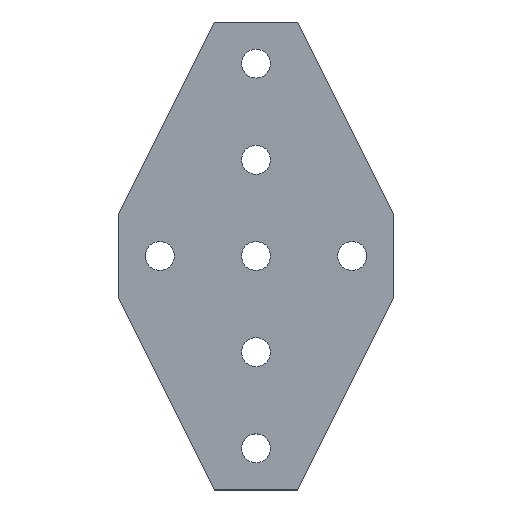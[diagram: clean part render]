
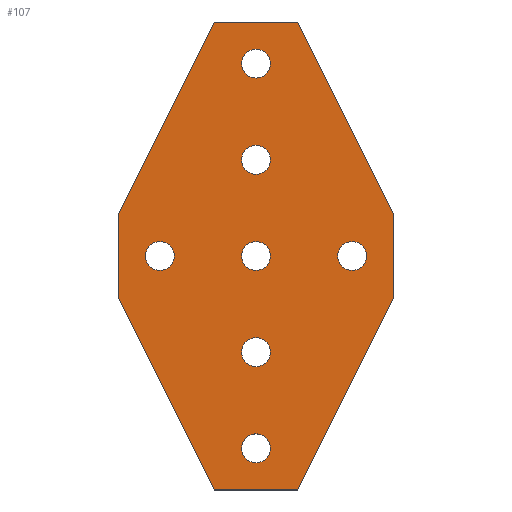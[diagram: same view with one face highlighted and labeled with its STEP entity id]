
A CAD part, top view. The second image highlights one B-rep face of the part: STEP entity #107.
In plain terms, the highlighted planar face has unit normal (0, 0, 1).
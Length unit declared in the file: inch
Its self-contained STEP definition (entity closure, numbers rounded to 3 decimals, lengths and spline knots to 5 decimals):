
#107=ADVANCED_FACE('',(#216,#217,#218,#219,#220,#221,#222,#223),#224,.T.);
#216=FACE_BOUND('',#337,.T.);
#217=FACE_BOUND('',#338,.T.);
#218=FACE_BOUND('',#339,.T.);
#219=FACE_BOUND('',#340,.T.);
#220=FACE_BOUND('',#341,.T.);
#221=FACE_BOUND('',#342,.T.);
#222=FACE_BOUND('',#343,.T.);
#223=FACE_OUTER_BOUND('',#344,.T.);
#224=PLANE('',#345);
#337=EDGE_LOOP('',(#554,#555));
#338=EDGE_LOOP('',(#556,#557));
#339=EDGE_LOOP('',(#558,#559));
#340=EDGE_LOOP('',(#560,#561));
#341=EDGE_LOOP('',(#562,#563));
#342=EDGE_LOOP('',(#564,#565));
#343=EDGE_LOOP('',(#566,#567));
#344=EDGE_LOOP('',(#568,#569,#570,#571,#572,#573,#574,#575));
#345=AXIS2_PLACEMENT_3D('',#576,#577,#578);
#554=ORIENTED_EDGE('',*,*,#715,.F.);
#555=ORIENTED_EDGE('',*,*,#698,.F.);
#556=ORIENTED_EDGE('',*,*,#716,.F.);
#557=ORIENTED_EDGE('',*,*,#638,.F.);
#558=ORIENTED_EDGE('',*,*,#646,.F.);
#559=ORIENTED_EDGE('',*,*,#706,.F.);
#560=ORIENTED_EDGE('',*,*,#651,.F.);
#561=ORIENTED_EDGE('',*,*,#717,.F.);
#562=ORIENTED_EDGE('',*,*,#713,.F.);
#563=ORIENTED_EDGE('',*,*,#673,.F.);
#564=ORIENTED_EDGE('',*,*,#661,.F.);
#565=ORIENTED_EDGE('',*,*,#718,.F.);
#566=ORIENTED_EDGE('',*,*,#656,.F.);
#567=ORIENTED_EDGE('',*,*,#694,.F.);
#568=ORIENTED_EDGE('',*,*,#719,.F.);
#569=ORIENTED_EDGE('',*,*,#690,.F.);
#570=ORIENTED_EDGE('',*,*,#710,.F.);
#571=ORIENTED_EDGE('',*,*,#700,.F.);
#572=ORIENTED_EDGE('',*,*,#704,.F.);
#573=ORIENTED_EDGE('',*,*,#665,.F.);
#574=ORIENTED_EDGE('',*,*,#708,.F.);
#575=ORIENTED_EDGE('',*,*,#640,.F.);
#576=CARTESIAN_POINT('',(0.,0.,0.25));
#577=DIRECTION('',(0.0,0.0,1.0));
#578=DIRECTION('',(1.0,0.0,0.0));
#638=EDGE_CURVE('',#731,#727,#733,.T.);
#640=EDGE_CURVE('',#735,#736,#737,.T.);
#646=EDGE_CURVE('',#745,#747,#748,.T.);
#651=EDGE_CURVE('',#754,#756,#757,.T.);
#656=EDGE_CURVE('',#763,#765,#766,.T.);
#661=EDGE_CURVE('',#772,#774,#775,.T.);
#665=EDGE_CURVE('',#780,#781,#782,.T.);
#673=EDGE_CURVE('',#794,#790,#796,.T.);
#690=EDGE_CURVE('',#819,#820,#821,.T.);
#694=EDGE_CURVE('',#765,#763,#825,.T.);
#698=EDGE_CURVE('',#829,#827,#831,.T.);
#700=EDGE_CURVE('',#833,#834,#835,.T.);
#704=EDGE_CURVE('',#781,#833,#839,.T.);
#706=EDGE_CURVE('',#747,#745,#841,.T.);
#708=EDGE_CURVE('',#736,#780,#843,.T.);
#710=EDGE_CURVE('',#834,#819,#845,.T.);
#713=EDGE_CURVE('',#790,#794,#848,.T.);
#715=EDGE_CURVE('',#827,#829,#850,.T.);
#716=EDGE_CURVE('',#727,#731,#851,.T.);
#717=EDGE_CURVE('',#756,#754,#852,.T.);
#718=EDGE_CURVE('',#774,#772,#853,.T.);
#719=EDGE_CURVE('',#820,#735,#854,.T.);
#727=VERTEX_POINT('',#862);
#731=VERTEX_POINT('',#867);
#733=CIRCLE('',#870,0.28125);
#735=VERTEX_POINT('',#872);
#736=VERTEX_POINT('',#873);
#737=LINE('',#874,#875);
#745=VERTEX_POINT('',#886);
#747=VERTEX_POINT('',#889);
#748=CIRCLE('',#890,0.28125);
#754=VERTEX_POINT('',#897);
#756=VERTEX_POINT('',#900);
#757=CIRCLE('',#901,0.28125);
#763=VERTEX_POINT('',#908);
#765=VERTEX_POINT('',#911);
#766=CIRCLE('',#912,0.28125);
#772=VERTEX_POINT('',#919);
#774=VERTEX_POINT('',#922);
#775=CIRCLE('',#923,0.28125);
#780=VERTEX_POINT('',#929);
#781=VERTEX_POINT('',#930);
#782=LINE('',#931,#932);
#790=VERTEX_POINT('',#943);
#794=VERTEX_POINT('',#948);
#796=CIRCLE('',#951,0.28125);
#819=VERTEX_POINT('',#980);
#820=VERTEX_POINT('',#981);
#821=LINE('',#982,#983);
#825=CIRCLE('',#989,0.28125);
#827=VERTEX_POINT('',#991);
#829=VERTEX_POINT('',#994);
#831=CIRCLE('',#997,0.28125);
#833=VERTEX_POINT('',#999);
#834=VERTEX_POINT('',#1000);
#835=LINE('',#1001,#1002);
#839=LINE('',#1008,#1009);
#841=CIRCLE('',#1011,0.28125);
#843=LINE('',#1013,#1014);
#845=LINE('',#1016,#1017);
#848=CIRCLE('',#1020,0.28125);
#850=CIRCLE('',#1022,0.28125);
#851=CIRCLE('',#1023,0.28125);
#852=CIRCLE('',#1024,0.28125);
#853=CIRCLE('',#1025,0.28125);
#854=LINE('',#1026,#1027);
#862=CARTESIAN_POINT('',(0.28125,3.75,0.25));
#867=CARTESIAN_POINT('',(-0.28125,3.75,0.25));
#870=AXIS2_PLACEMENT_3D('',#1038,#1039,#1040);
#872=CARTESIAN_POINT('',(2.6875,0.8125,0.25));
#873=CARTESIAN_POINT('',(2.6875,-0.8125,0.25));
#874=CARTESIAN_POINT('',(2.6875,0.8125,0.25));
#875=VECTOR('',#1041,1.0);
#886=CARTESIAN_POINT('',(0.28125,1.875,0.25));
#889=CARTESIAN_POINT('',(-0.28125,1.875,0.25));
#890=AXIS2_PLACEMENT_3D('',#1046,#1047,#1048);
#897=CARTESIAN_POINT('',(0.28125,0.0,0.25));
#900=CARTESIAN_POINT('',(-0.28125,0.,0.25));
#901=AXIS2_PLACEMENT_3D('',#1054,#1055,#1056);
#908=CARTESIAN_POINT('',(-1.59375,0.0,0.25));
#911=CARTESIAN_POINT('',(-2.15625,0.,0.25));
#912=AXIS2_PLACEMENT_3D('',#1062,#1063,#1064);
#919=CARTESIAN_POINT('',(0.28125,-3.75,0.25));
#922=CARTESIAN_POINT('',(-0.28125,-3.75,0.25));
#923=AXIS2_PLACEMENT_3D('',#1070,#1071,#1072);
#929=CARTESIAN_POINT('',(0.8125,-4.5625,0.25));
#930=CARTESIAN_POINT('',(-0.8125,-4.5625,0.25));
#931=CARTESIAN_POINT('',(0.8125,-4.5625,0.25));
#932=VECTOR('',#1077,1.0);
#943=CARTESIAN_POINT('',(0.28125,-1.875,0.25));
#948=CARTESIAN_POINT('',(-0.28125,-1.875,0.25));
#951=AXIS2_PLACEMENT_3D('',#1086,#1087,#1088);
#980=CARTESIAN_POINT('',(-0.8125,4.5625,0.25));
#981=CARTESIAN_POINT('',(0.8125,4.5625,0.25));
#982=CARTESIAN_POINT('',(-0.8125,4.5625,0.25));
#983=VECTOR('',#1119,1.0);
#989=AXIS2_PLACEMENT_3D('',#1122,#1123,#1124);
#991=CARTESIAN_POINT('',(2.15625,0.0,0.25));
#994=CARTESIAN_POINT('',(1.59375,0.,0.25));
#997=AXIS2_PLACEMENT_3D('',#1127,#1128,#1129);
#999=CARTESIAN_POINT('',(-2.6875,-0.8125,0.25));
#1000=CARTESIAN_POINT('',(-2.6875,0.8125,0.25));
#1001=CARTESIAN_POINT('',(-2.6875,-0.8125,0.25));
#1002=VECTOR('',#1130,1.0);
#1008=CARTESIAN_POINT('',(-0.8125,-4.5625,0.25));
#1009=VECTOR('',#1133,1.0);
#1011=AXIS2_PLACEMENT_3D('',#1134,#1135,#1136);
#1013=CARTESIAN_POINT('',(2.6875,-0.8125,0.25));
#1014=VECTOR('',#1137,1.0);
#1016=CARTESIAN_POINT('',(-2.6875,0.8125,0.25));
#1017=VECTOR('',#1138,1.0);
#1020=AXIS2_PLACEMENT_3D('',#1139,#1140,#1141);
#1022=AXIS2_PLACEMENT_3D('',#1142,#1143,#1144);
#1023=AXIS2_PLACEMENT_3D('',#1145,#1146,#1147);
#1024=AXIS2_PLACEMENT_3D('',#1148,#1149,#1150);
#1025=AXIS2_PLACEMENT_3D('',#1151,#1152,#1153);
#1026=CARTESIAN_POINT('',(0.8125,4.5625,0.25));
#1027=VECTOR('',#1154,1.0);
#1038=CARTESIAN_POINT('',(0.,3.75,0.25));
#1039=DIRECTION('',(0.0,0.0,1.0));
#1040=DIRECTION('',(1.0,0.0,0.0));
#1041=DIRECTION('',(0.0,-1.0,0.0));
#1046=CARTESIAN_POINT('',(0.,1.875,0.25));
#1047=DIRECTION('',(0.0,0.0,1.0));
#1048=DIRECTION('',(1.0,0.0,0.0));
#1054=CARTESIAN_POINT('',(0.0,0.0,0.25));
#1055=DIRECTION('',(0.0,0.0,1.0));
#1056=DIRECTION('',(1.0,0.0,0.0));
#1062=CARTESIAN_POINT('',(-1.875,0.0,0.25));
#1063=DIRECTION('',(0.0,0.0,1.0));
#1064=DIRECTION('',(1.0,0.0,0.0));
#1070=CARTESIAN_POINT('',(0.,-3.75,0.25));
#1071=DIRECTION('',(0.0,0.0,1.0));
#1072=DIRECTION('',(1.0,0.0,0.0));
#1077=DIRECTION('',(-1.0,0.0,0.0));
#1086=CARTESIAN_POINT('',(0.,-1.875,0.25));
#1087=DIRECTION('',(0.0,0.0,1.0));
#1088=DIRECTION('',(1.0,0.0,0.0));
#1119=DIRECTION('',(1.0,0.0,0.0));
#1122=CARTESIAN_POINT('',(-1.875,0.0,0.25));
#1123=DIRECTION('',(0.0,0.0,1.0));
#1124=DIRECTION('',(1.0,0.0,0.0));
#1127=CARTESIAN_POINT('',(1.875,0.0,0.25));
#1128=DIRECTION('',(0.0,0.0,1.0));
#1129=DIRECTION('',(1.0,0.0,0.0));
#1130=DIRECTION('',(0.0,1.0,0.0));
#1133=DIRECTION('',(-0.447,0.894,0.0));
#1134=CARTESIAN_POINT('',(0.,1.875,0.25));
#1135=DIRECTION('',(0.0,0.0,1.0));
#1136=DIRECTION('',(1.0,0.0,0.0));
#1137=DIRECTION('',(-0.447,-0.894,0.0));
#1138=DIRECTION('',(0.447,0.894,0.0));
#1139=CARTESIAN_POINT('',(0.,-1.875,0.25));
#1140=DIRECTION('',(0.0,0.0,1.0));
#1141=DIRECTION('',(1.0,0.0,0.0));
#1142=CARTESIAN_POINT('',(1.875,0.0,0.25));
#1143=DIRECTION('',(0.0,0.0,1.0));
#1144=DIRECTION('',(1.0,0.0,0.0));
#1145=CARTESIAN_POINT('',(0.,3.75,0.25));
#1146=DIRECTION('',(0.0,0.0,1.0));
#1147=DIRECTION('',(1.0,0.0,0.0));
#1148=CARTESIAN_POINT('',(0.0,0.0,0.25));
#1149=DIRECTION('',(0.0,0.0,1.0));
#1150=DIRECTION('',(1.0,0.0,0.0));
#1151=CARTESIAN_POINT('',(0.,-3.75,0.25));
#1152=DIRECTION('',(0.0,0.0,1.0));
#1153=DIRECTION('',(1.0,0.0,0.0));
#1154=DIRECTION('',(0.447,-0.894,0.0));
